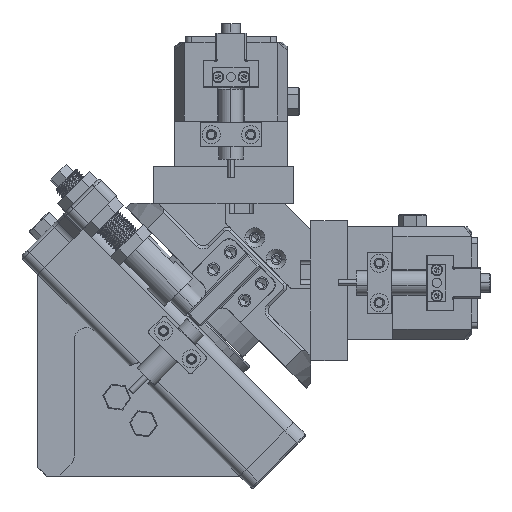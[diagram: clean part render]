
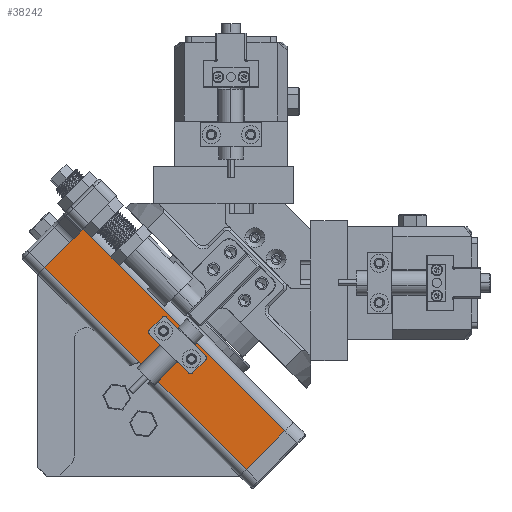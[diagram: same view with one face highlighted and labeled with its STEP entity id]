
A CAD part, top view. The second image highlights one B-rep face of the part: STEP entity #38242.
In plain terms, the highlighted planar face has unit normal (0, 0, 1).
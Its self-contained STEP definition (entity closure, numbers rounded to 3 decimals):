
#80 = VERTEX_POINT ( 'NONE', #22630 ) ;
#432 = DIRECTION ( 'NONE',  ( 0., 0., -1. ) ) ;
#3032 = VECTOR ( 'NONE', #100648, 1000. ) ;
#3107 = CARTESIAN_POINT ( 'NONE',  ( 36.537, -25.744, 137.098 ) ) ;
#3392 = CARTESIAN_POINT ( 'NONE',  ( 4.614, 6.179, 137.098 ) ) ;
#5225 = ORIENTED_EDGE ( 'NONE', *, *, #58988, .T. ) ;
#8508 = ORIENTED_EDGE ( 'NONE', *, *, #117005, .T. ) ;
#8538 = DIRECTION ( 'NONE',  ( 0.707, -0.707, 0. ) ) ;
#9215 = EDGE_CURVE ( 'NONE', #87568, #101833, #52011, .T. ) ;
#11168 = EDGE_LOOP ( 'NONE', ( #38298, #116645, #113669, #109143, #8508, #5225 ) ) ;
#11493 = EDGE_LOOP ( 'NONE', ( #15851, #54508 ) ) ;
#11763 = VERTEX_POINT ( 'NONE', #59177 ) ;
#13927 = AXIS2_PLACEMENT_3D ( 'NONE', #53025, #54303, #121251 ) ;
#14199 = CARTESIAN_POINT ( 'NONE',  ( 32.796, -22.002, 137.098 ) ) ;
#14590 = CARTESIAN_POINT ( 'NONE',  ( 67.9, -57.107, 137.098 ) ) ;
#15851 = ORIENTED_EDGE ( 'NONE', *, *, #122069, .T. ) ;
#19111 = CARTESIAN_POINT ( 'NONE',  ( 80.628, -44.379, 137.098 ) ) ;
#20895 = VECTOR ( 'NONE', #23054, 1000. ) ;
#22630 = CARTESIAN_POINT ( 'NONE',  ( 51.419, -20.691, 137.098 ) ) ;
#23054 = DIRECTION ( 'NONE',  ( -0.707, -0.707, 0. ) ) ;
#23878 = CARTESIAN_POINT ( 'NONE',  ( 49.869, -20.691, 137.098 ) ) ;
#24294 = VECTOR ( 'NONE', #89406, 1000. ) ;
#24689 = AXIS2_PLACEMENT_3D ( 'NONE', #87016, #126007, #8538 ) ;
#27820 = ORIENTED_EDGE ( 'NONE', *, *, #104742, .T. ) ;
#33536 = LINE ( 'NONE', #68845, #24294 ) ;
#34576 = DIRECTION ( 'NONE',  ( 0., 0., -1. ) ) ;
#34937 = CIRCLE ( 'NONE', #13927, 1.55 ) ;
#36878 = FACE_OUTER_BOUND ( 'NONE', #11168, .T. ) ;
#36954 = DIRECTION ( 'NONE',  ( -0.707, -0.707, 0. ) ) ;
#38242 = ADVANCED_FACE ( 'NONE', ( #89079, #96635, #36878 ), #76321, .T. ) ;
#38298 = ORIENTED_EDGE ( 'NONE', *, *, #93133, .T. ) ;
#39035 = DIRECTION ( 'NONE',  ( 0., -1., 0. ) ) ;
#43995 = LINE ( 'NONE', #106964, #99198 ) ;
#45747 = CARTESIAN_POINT ( 'NONE',  ( 42.227, -11.499, 137.098 ) ) ;
#46426 = VECTOR ( 'NONE', #54608, 1000. ) ;
#48444 = CIRCLE ( 'NONE', #67757, 1.55 ) ;
#51310 = VERTEX_POINT ( 'NONE', #87537 ) ;
#52011 = CIRCLE ( 'NONE', #86719, 4. ) ;
#53025 = CARTESIAN_POINT ( 'NONE',  ( 40.677, -11.499, 137.098 ) ) ;
#53965 = VERTEX_POINT ( 'NONE', #45747 ) ;
#54303 = DIRECTION ( 'NONE',  ( 0., 0., -1. ) ) ;
#54508 = ORIENTED_EDGE ( 'NONE', *, *, #123408, .T. ) ;
#54608 = DIRECTION ( 'NONE',  ( -0.707, 0.707, 0. ) ) ;
#56415 = DIRECTION ( 'NONE',  ( 0.707, -0.707, 0. ) ) ;
#58463 = ORIENTED_EDGE ( 'NONE', *, *, #58553, .T. ) ;
#58553 = EDGE_CURVE ( 'NONE', #75780, #53965, #48444, .T. ) ;
#58741 = EDGE_CURVE ( 'NONE', #11763, #110968, #73067, .T. ) ;
#58988 = EDGE_CURVE ( 'NONE', #76606, #70688, #33536, .T. ) ;
#59177 = CARTESIAN_POINT ( 'NONE',  ( 14.16, 22.089, 137.098 ) ) ;
#67757 = AXIS2_PLACEMENT_3D ( 'NONE', #108759, #117402, #78901 ) ;
#68845 = CARTESIAN_POINT ( 'NONE',  ( 65.779, -59.228, 137.098 ) ) ;
#70688 = VERTEX_POINT ( 'NONE', #19111 ) ;
#71554 = CARTESIAN_POINT ( 'NONE',  ( -0.689, 7.24, 137.098 ) ) ;
#72558 = LINE ( 'NONE', #114546, #46426 ) ;
#73067 = LINE ( 'NONE', #71554, #20895 ) ;
#74068 = DIRECTION ( 'NONE',  ( 0., -1., 0. ) ) ;
#75780 = VERTEX_POINT ( 'NONE', #103554 ) ;
#76321 = PLANE ( 'NONE',  #24689 ) ;
#76606 = VERTEX_POINT ( 'NONE', #14590 ) ;
#77058 = CIRCLE ( 'NONE', #78241, 1.55 ) ;
#78241 = AXIS2_PLACEMENT_3D ( 'NONE', #23878, #34576, #74068 ) ;
#78901 = DIRECTION ( 'NONE',  ( 0., -1., 0. ) ) ;
#85409 = CARTESIAN_POINT ( 'NONE',  ( 1.432, 9.361, 137.098 ) ) ;
#86719 = AXIS2_PLACEMENT_3D ( 'NONE', #104652, #96087, #36954 ) ;
#87016 = CARTESIAN_POINT ( 'NONE',  ( 2.493, 4.058, 137.098 ) ) ;
#87537 = CARTESIAN_POINT ( 'NONE',  ( 48.319, -20.691, 137.098 ) ) ;
#87568 = VERTEX_POINT ( 'NONE', #14199 ) ;
#87981 = AXIS2_PLACEMENT_3D ( 'NONE', #98547, #432, #39035 ) ;
#89079 = FACE_BOUND ( 'NONE', #11493, .T. ) ;
#89406 = DIRECTION ( 'NONE',  ( 0.707, 0.707, 0. ) ) ;
#93133 = EDGE_CURVE ( 'NONE', #70688, #11763, #72558, .T. ) ;
#96087 = DIRECTION ( 'NONE',  ( 0., 0., -1. ) ) ;
#96092 = EDGE_CURVE ( 'NONE', #110968, #87568, #104178, .T. ) ;
#96635 = FACE_BOUND ( 'NONE', #104374, .T. ) ;
#98547 = CARTESIAN_POINT ( 'NONE',  ( 49.869, -20.691, 137.098 ) ) ;
#99198 = VECTOR ( 'NONE', #56415, 1000. ) ;
#100648 = DIRECTION ( 'NONE',  ( 0.707, -0.707, 0. ) ) ;
#101833 = VERTEX_POINT ( 'NONE', #3107 ) ;
#103554 = CARTESIAN_POINT ( 'NONE',  ( 39.127, -11.499, 137.098 ) ) ;
#104178 = LINE ( 'NONE', #3392, #3032 ) ;
#104374 = EDGE_LOOP ( 'NONE', ( #27820, #58463 ) ) ;
#104652 = CARTESIAN_POINT ( 'NONE',  ( 32.545, -25.994, 137.098 ) ) ;
#104742 = EDGE_CURVE ( 'NONE', #53965, #75780, #34937, .T. ) ;
#106964 = CARTESIAN_POINT ( 'NONE',  ( 4.614, 6.179, 137.098 ) ) ;
#108759 = CARTESIAN_POINT ( 'NONE',  ( 40.677, -11.499, 137.098 ) ) ;
#109143 = ORIENTED_EDGE ( 'NONE', *, *, #9215, .T. ) ;
#109925 = CIRCLE ( 'NONE', #87981, 1.55 ) ;
#110968 = VERTEX_POINT ( 'NONE', #85409 ) ;
#113669 = ORIENTED_EDGE ( 'NONE', *, *, #96092, .T. ) ;
#114546 = CARTESIAN_POINT ( 'NONE',  ( 17.342, 18.907, 137.098 ) ) ;
#116645 = ORIENTED_EDGE ( 'NONE', *, *, #58741, .T. ) ;
#117005 = EDGE_CURVE ( 'NONE', #101833, #76606, #43995, .T. ) ;
#117402 = DIRECTION ( 'NONE',  ( 0., 0., -1. ) ) ;
#121251 = DIRECTION ( 'NONE',  ( 0., -1., 0. ) ) ;
#122069 = EDGE_CURVE ( 'NONE', #80, #51310, #77058, .T. ) ;
#123408 = EDGE_CURVE ( 'NONE', #51310, #80, #109925, .T. ) ;
#126007 = DIRECTION ( 'NONE',  ( 0., 0., 1. ) ) ;
